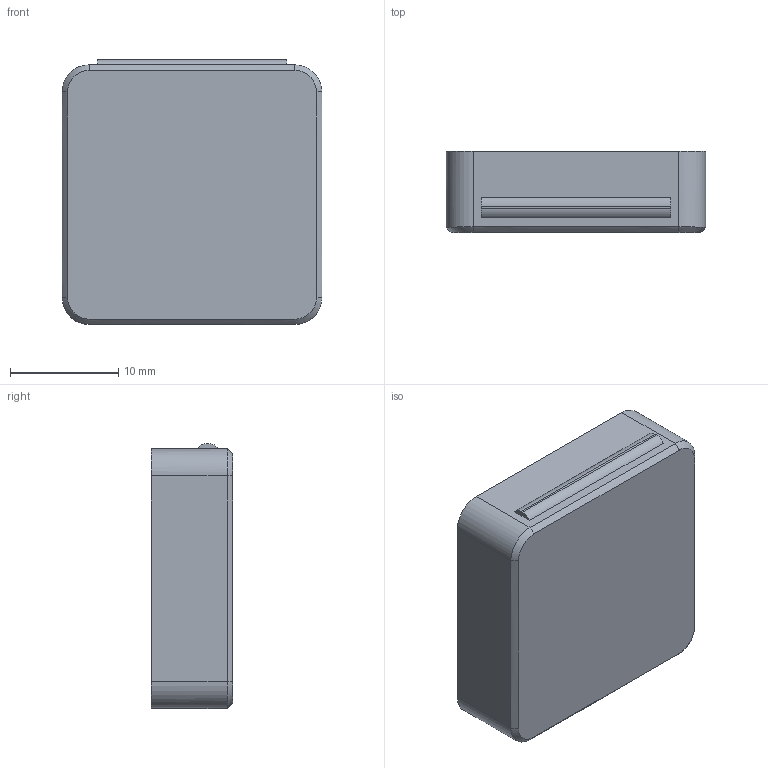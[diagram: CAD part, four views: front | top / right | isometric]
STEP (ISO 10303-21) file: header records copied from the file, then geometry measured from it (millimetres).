
FILE_DESCRIPTION(/* description */ (''),/* implementation_level */ '2;1');
FILE_NAME(/* name */ 'Mic Hat Case Top.step',/* time_stamp */ '2024-08-11T11:40:31+02:00',/* author */ (''),/* organization */ (''),/* preprocessor_version */ 'ST-DEVELOPER v20',/* originating_system */ 'Autodesk Translation Framework v13.14.0.145',/* authorisation */ '');
FILE_SCHEMA (('AUTOMOTIVE_DESIGN { 1 0 10303 214 3 1 1 }'));
Length unit declared in the file: millimetre
Products named in the file (1): Mic Hat Case Top
Bounding box: 24 x 7.51 x 24.5 mm (x, y, z)
Volume: 1336.4 mm3; surface area: 2272.1 mm2
Topology: 1 solids, 1 shells, 35 faces, 88 edges, 56 vertices
Faces by surface type: plane 17, cylinder 10, bspline 8
Entity records: 1717 total; most frequent: CARTESIAN_POINT 902, ORIENTED_EDGE 176, DIRECTION 136, EDGE_CURVE 88, VERTEX_POINT 56, LINE 48, VECTOR 48, AXIS2_PLACEMENT_3D 44
